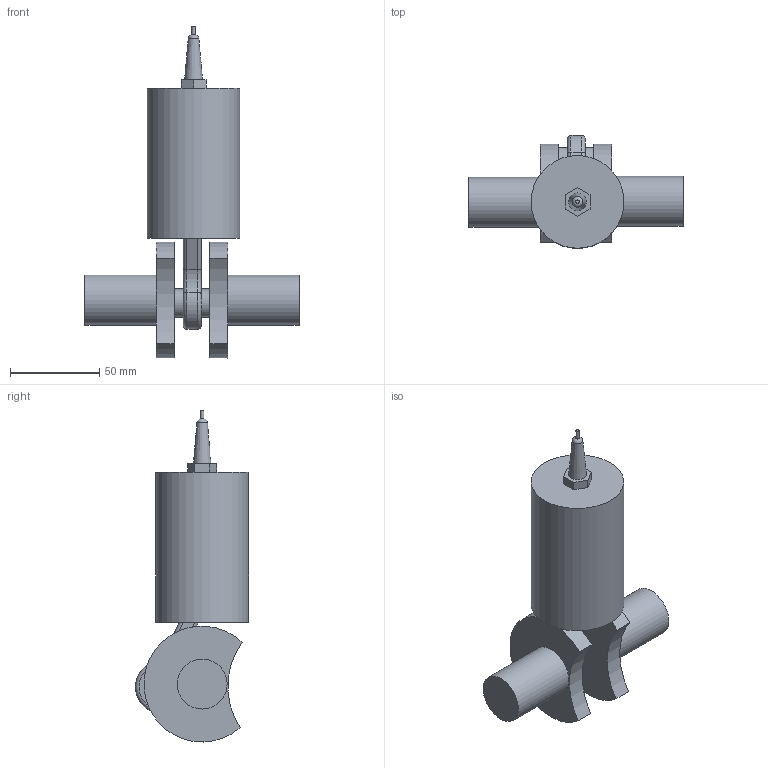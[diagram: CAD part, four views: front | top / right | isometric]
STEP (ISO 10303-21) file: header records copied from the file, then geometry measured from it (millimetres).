
FILE_DESCRIPTION(('STEP AP203'), '1');
FILE_NAME('栖闉罻', '', ('UNSPECIFIED'), ('UNSPECIFIED'), 'ASCON STEP Converter 1.3', 'ASCON Math Kernel', '');
FILE_SCHEMA(('CONFIG_CONTROL_DESIGN'));
Length unit declared in the file: millimetre
Assembly tree (6 placements, depth 2):
  (unnamed)
    (unnamed)
    (unnamed)
    (unnamed)
    (unnamed)
    (unnamed)
    (unnamed)
Bounding box: 120 x 63.42 x 186.13 mm (x, y, z)
Volume: 192651 mm3; surface area: 70003.8 mm2
Topology: 7 solids, 7 shells, 97 faces, 198 edges, 128 vertices
Faces by surface type: plane 47, cylinder 34, torus 15, cone 1
Full cylindrical faces by diameter (mm): 2 x2, 6 x1, 8 x1, 9.764 x1, 10 x5, 16 x1, 17 x1, 28 x2, 39.8 x1, 45.8 x1, 46 x1, 52 x1
Entity records: 3646 total; most frequent: DIRECTION 482, CARTESIAN_POINT 406, ORIENTED_EDGE 348, AXIS2_PLACEMENT_3D 204, EDGE_CURVE 174, EDGE_LOOP 140, VERTEX_POINT 124, COLOUR_RGB 106
